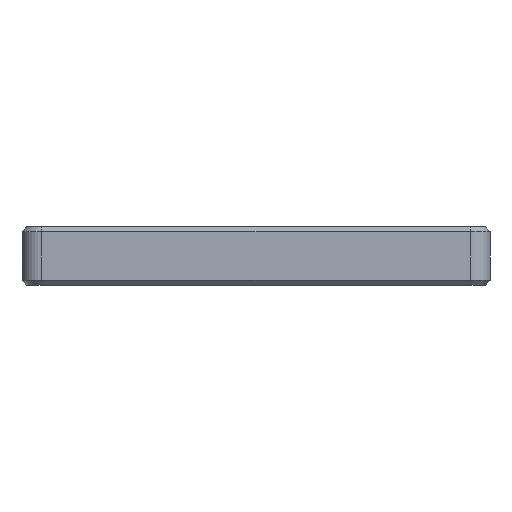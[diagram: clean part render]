
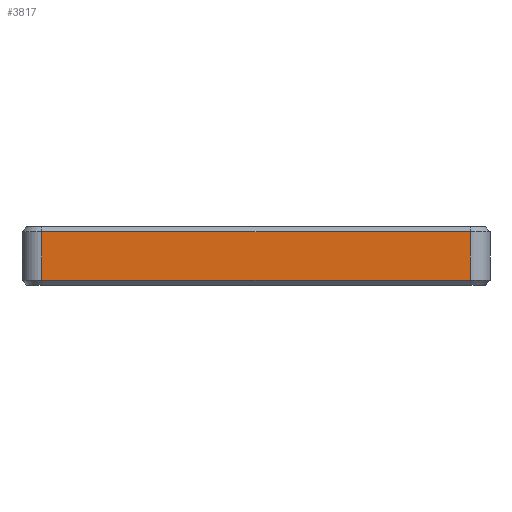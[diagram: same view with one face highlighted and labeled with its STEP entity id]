
A CAD part, front view. The second image highlights one B-rep face of the part: STEP entity #3817.
In plain terms, the highlighted planar face has unit normal (0, -1, 0).
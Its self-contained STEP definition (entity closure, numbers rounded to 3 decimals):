
#121=PLANE('',#4228);
#289=FACE_OUTER_BOUND('',#571,.T.);
#571=EDGE_LOOP('',(#3017,#3018,#3019,#3020));
#923=LINE('',#6348,#1293);
#924=LINE('',#6352,#1294);
#925=LINE('',#6354,#1295);
#926=LINE('',#6355,#1296);
#1293=VECTOR('',#5081,1000.);
#1294=VECTOR('',#5086,1000.);
#1295=VECTOR('',#5087,1000.);
#1296=VECTOR('',#5088,1000.);
#1941=VERTEX_POINT('',#6345);
#1942=VERTEX_POINT('',#6347);
#1943=VERTEX_POINT('',#6351);
#1944=VERTEX_POINT('',#6353);
#2335=EDGE_CURVE('',#1942,#1941,#923,.T.);
#2337=EDGE_CURVE('',#1941,#1943,#924,.T.);
#2338=EDGE_CURVE('',#1944,#1943,#925,.T.);
#2339=EDGE_CURVE('',#1944,#1942,#926,.T.);
#3017=ORIENTED_EDGE('',*,*,#2335,.T.);
#3018=ORIENTED_EDGE('',*,*,#2337,.T.);
#3019=ORIENTED_EDGE('',*,*,#2338,.F.);
#3020=ORIENTED_EDGE('',*,*,#2339,.T.);
#3817=ADVANCED_FACE('',(#289),#121,.F.);
#4228=AXIS2_PLACEMENT_3D('',#6350,#5084,#5085);
#5081=DIRECTION('',(0.,0.,-1.));
#5084=DIRECTION('center_axis',(0.,1.,0.));
#5085=DIRECTION('ref_axis',(-1.,0.,0.));
#5086=DIRECTION('',(1.,0.,0.));
#5087=DIRECTION('',(0.,0.,-1.));
#5088=DIRECTION('',(-1.,0.,0.));
#6345=CARTESIAN_POINT('',(-22.,-213.01,0.5));
#6347=CARTESIAN_POINT('',(-22.,-213.01,5.5));
#6348=CARTESIAN_POINT('',(-22.,-213.01,6.));
#6350=CARTESIAN_POINT('Origin',(-22.,-213.01,6.));
#6351=CARTESIAN_POINT('',(22.,-213.01,0.5));
#6352=CARTESIAN_POINT('',(22.,-213.01,0.5));
#6353=CARTESIAN_POINT('',(22.,-213.01,5.5));
#6354=CARTESIAN_POINT('',(22.,-213.01,6.));
#6355=CARTESIAN_POINT('',(-22.,-213.01,5.5));
